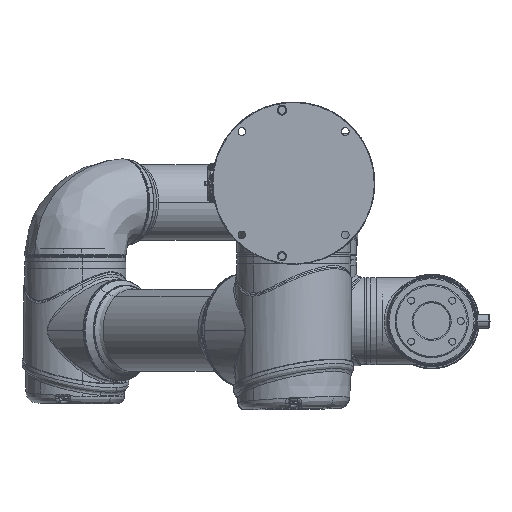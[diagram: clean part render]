
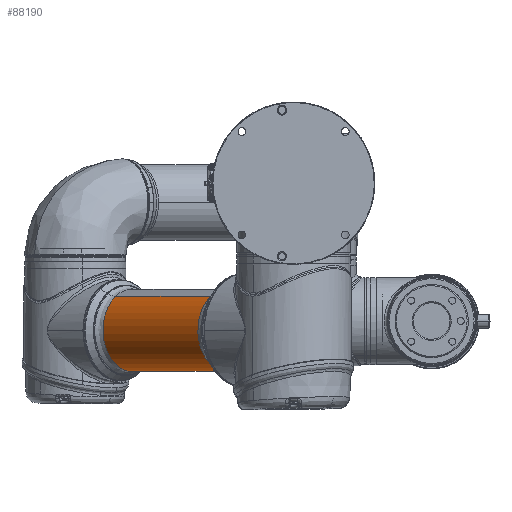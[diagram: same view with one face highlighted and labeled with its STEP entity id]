
A CAD part, front view. The second image highlights one B-rep face of the part: STEP entity #88190.
In plain terms, the highlighted cylindrical face has radius 35.5 mm (diameter 71 mm), a partial arc.
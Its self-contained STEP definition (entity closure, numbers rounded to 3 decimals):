
#4588 = AXIS2_PLACEMENT_3D ( 'NONE', #75217, #30630, #103828 ) ;
#4972 = EDGE_CURVE ( 'NONE', #49670, #23276, #77224, .T. ) ;
#14669 = CARTESIAN_POINT ( 'NONE',  ( -90.557, 125.8, 335.361 ) ) ;
#15310 = ORIENTED_EDGE ( 'NONE', *, *, #4972, .T. ) ;
#23276 = VERTEX_POINT ( 'NONE', #38117 ) ;
#25796 = CIRCLE ( 'NONE', #73785, 35.5 ) ;
#30630 = DIRECTION ( 'NONE',  ( 0.604, 0., -0.797 ) ) ;
#36229 = DIRECTION ( 'NONE',  ( 0.797, 0., 0.604 ) ) ;
#38117 = CARTESIAN_POINT ( 'NONE',  ( -147.156, 125.8, 292.494 ) ) ;
#42230 = VECTOR ( 'NONE', #69585, 1000. ) ;
#44134 = CARTESIAN_POINT ( 'NONE',  ( -154.143, 125.8, 301.719 ) ) ;
#49670 = VERTEX_POINT ( 'NONE', #14669 ) ;
#52571 = ORIENTED_EDGE ( 'NONE', *, *, #100648, .F. ) ;
#59286 = ORIENTED_EDGE ( 'NONE', *, *, #106729, .T. ) ;
#69585 = DIRECTION ( 'NONE',  ( 0.604, 0., -0.797 ) ) ;
#69791 = EDGE_LOOP ( 'NONE', ( #52571, #15310, #59286, #117542 ) ) ;
#72121 = LINE ( 'NONE', #44134, #42230 ) ;
#72427 = DIRECTION ( 'NONE',  ( -0.604, 0., 0.797 ) ) ;
#73205 = CARTESIAN_POINT ( 'NONE',  ( -48.991, 125.8, 221.683 ) ) ;
#73785 = AXIS2_PLACEMENT_3D ( 'NONE', #73205, #72427, #36229 ) ;
#74405 = VERTEX_POINT ( 'NONE', #92092 ) ;
#75217 = CARTESIAN_POINT ( 'NONE',  ( -125.844, 125.8, 323.153 ) ) ;
#77224 = CIRCLE ( 'NONE', #90310, 35.5 ) ;
#78398 = DIRECTION ( 'NONE',  ( 0.604, 0., -0.797 ) ) ;
#79594 = FACE_OUTER_BOUND ( 'NONE', #69791, .T. ) ;
#82393 = CYLINDRICAL_SURFACE ( 'NONE', #4588, 35.5 ) ;
#82983 = EDGE_CURVE ( 'NONE', #74405, #95394, #25796, .T. ) ;
#83355 = DIRECTION ( 'NONE',  ( 0.604, 0., -0.797 ) ) ;
#84539 = DIRECTION ( 'NONE',  ( -0.797, 0., -0.604 ) ) ;
#87641 = CARTESIAN_POINT ( 'NONE',  ( -20.692, 125.8, 243.117 ) ) ;
#88190 = ADVANCED_FACE ( 'NONE', ( #79594 ), #82393, .T. ) ;
#90310 = AXIS2_PLACEMENT_3D ( 'NONE', #93302, #83355, #84539 ) ;
#92092 = CARTESIAN_POINT ( 'NONE',  ( -77.29, 125.8, 200.25 ) ) ;
#93302 = CARTESIAN_POINT ( 'NONE',  ( -118.856, 125.8, 313.927 ) ) ;
#93916 = VECTOR ( 'NONE', #78398, 1000. ) ;
#95394 = VERTEX_POINT ( 'NONE', #87641 ) ;
#97868 = CARTESIAN_POINT ( 'NONE',  ( -97.544, 125.8, 344.586 ) ) ;
#100648 = EDGE_CURVE ( 'NONE', #49670, #95394, #100973, .T. ) ;
#100973 = LINE ( 'NONE', #97868, #93916 ) ;
#103828 = DIRECTION ( 'NONE',  ( -0.797, 0., -0.604 ) ) ;
#106729 = EDGE_CURVE ( 'NONE', #23276, #74405, #72121, .T. ) ;
#117542 = ORIENTED_EDGE ( 'NONE', *, *, #82983, .T. ) ;
